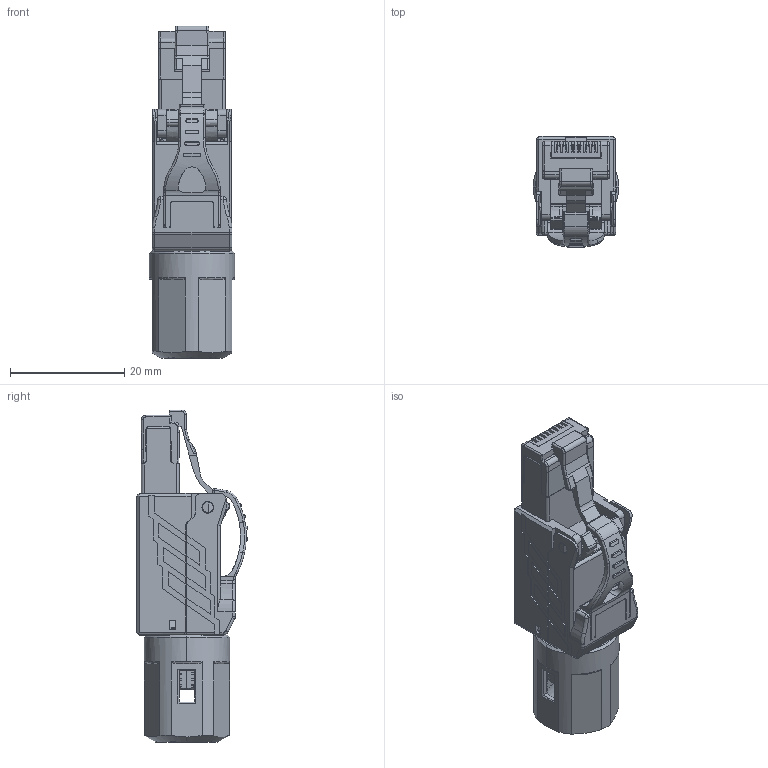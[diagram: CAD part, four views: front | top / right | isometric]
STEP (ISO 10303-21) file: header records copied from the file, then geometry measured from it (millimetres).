
FILE_DESCRIPTION (( 'STEP AP214' ), '1' );
FILE_NAME ('TSPFTC8S_3D.STEP', '2020-02-24T14:39:39', ( '' ), ( '' ), 'SwSTEP 2.0', 'SolidWorks 2018', '' );
FILE_SCHEMA (( 'AUTOMOTIVE_DESIGN' ));
Products named in the file (1): TSPFTC8S_3D
Bounding box: 15 x 19.52 x 58.2 mm (x, y, z)
Volume: 5801.5 mm3; surface area: 11841.8 mm2
Topology: 1 solids, 3 shells, 2724 faces, 8330 edges, 5394 vertices
Faces by surface type: plane 1744, cylinder 774, bspline 121, cone 44, torus 35, sphere 6
Entity records: 125441 total; most frequent: CARTESIAN_POINT 52357, ORIENTED_EDGE 16648, DIRECTION 13861, EDGE_CURVE 8324, LINE 5887, VECTOR 5887, VERTEX_POINT 5394, AXIS2_PLACEMENT_3D 3987
